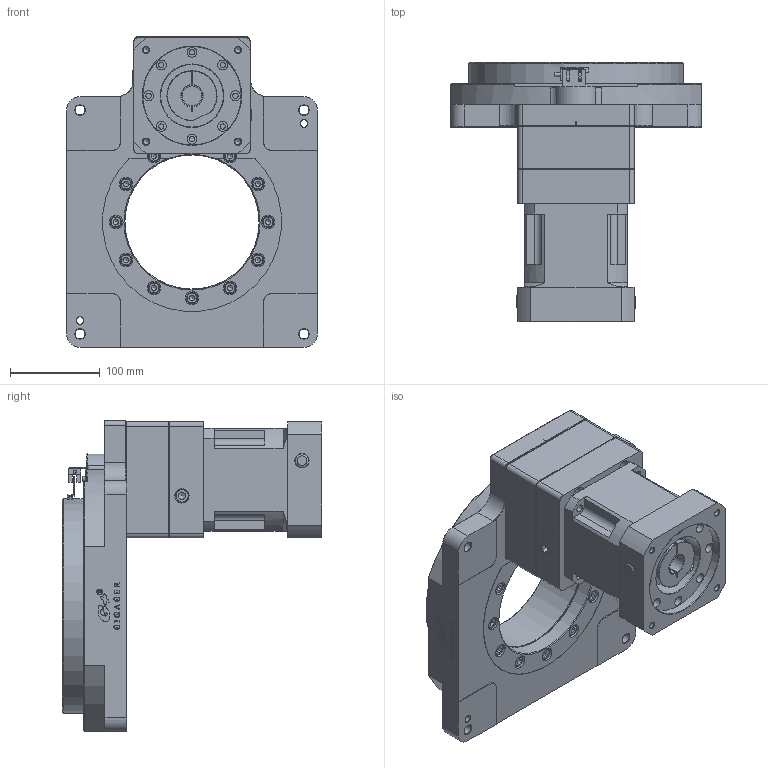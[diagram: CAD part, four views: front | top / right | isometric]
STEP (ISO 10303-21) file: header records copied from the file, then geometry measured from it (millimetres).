
FILE_DESCRIPTION (( 'STEP AP203' ), '1' );
FILE_NAME ('GSN280M-100K-SV1.step', '2021-06-01T02:26:57', ( 'Microsoft' ), ( 'Microsoft' ), 'SwSTEP 2.0', 'SolidWorks 2019', '' );
FILE_SCHEMA (( 'CONFIG_CONTROL_DESIGN' ));
Length unit declared in the file: millimetre
Products named in the file (1): GSN280M-100K-SV1
Bounding box: 280 x 289.5 x 347 mm (x, y, z)
Volume: 5961454.3 mm3; surface area: 787259.4 mm2
Topology: 37 solids, 39 shells, 1376 faces, 3249 edges, 2054 vertices
Faces by surface type: plane 711, cylinder 322, cone 184, bspline 111, torus 48
Full cylindrical faces by diameter (mm): 1.5 x1, 2.05 x4, 3 x4, 3.5 x3, 4 x2, 5.5 x2, 6 x8, 6.8 x37, 8 x31, 8.5 x5, 9 x18, 10.2 x1, 10.5 x4, 11 x12, 13 x22, 14 x2, 15 x17, 16 x5, 22 x1, 24 x3, 29.774 x1, 32 x1, 38 x1, 45 x1, 54 x1, 54.9 x1, 55 x2, 63 x1, 70 x1, 85 x1
Entity records: 41788 total; most frequent: CARTESIAN_POINT 12566, DIRECTION 5877, ORIENTED_EDGE 5436, EDGE_CURVE 2718, AXIS2_PLACEMENT_3D 2215, EDGE_LOOP 1994, VERTEX_POINT 1928, FACE_OUTER_BOUND 1622
